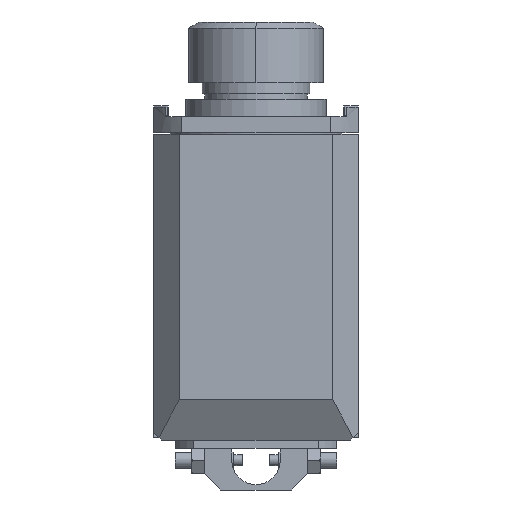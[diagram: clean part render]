
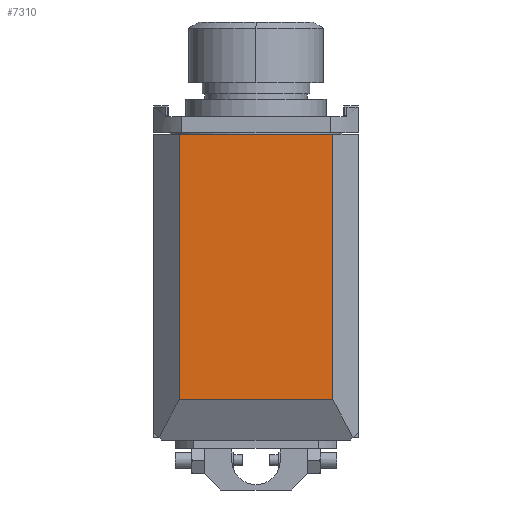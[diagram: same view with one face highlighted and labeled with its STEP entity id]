
A CAD part, left-side view. The second image highlights one B-rep face of the part: STEP entity #7310.
In plain terms, the highlighted planar face has unit normal (-1, 0, 0).
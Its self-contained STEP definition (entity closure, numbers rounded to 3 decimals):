
#1175=DIRECTION('',(0.,1.,0.));
#1176=VECTOR('',#1175,57.);
#1177=CARTESIAN_POINT('',(-135.,-28.5,-40.5));
#1178=LINE('',#1177,#1176);
#1179=DIRECTION('',(0.,0.,1.));
#1180=VECTOR('',#1179,98.5);
#1181=CARTESIAN_POINT('',(-135.,28.5,-40.5));
#1182=LINE('',#1181,#1180);
#1183=DIRECTION('',(0.,-1.,0.));
#1184=VECTOR('',#1183,57.);
#1185=CARTESIAN_POINT('',(-135.,28.5,58.));
#1186=LINE('',#1185,#1184);
#1187=DIRECTION('',(0.,0.,1.));
#1188=VECTOR('',#1187,98.5);
#1189=CARTESIAN_POINT('',(-135.,-28.5,-40.5));
#1190=LINE('',#1189,#1188);
#5450=CARTESIAN_POINT('',(-135.,28.5,58.));
#5452=VERTEX_POINT('',#5450);
#5454=CARTESIAN_POINT('',(-135.,-28.5,58.));
#5456=VERTEX_POINT('',#5454);
#5473=CARTESIAN_POINT('',(-135.,-28.5,-40.5));
#5474=CARTESIAN_POINT('',(-135.,28.5,-40.5));
#5475=VERTEX_POINT('',#5473);
#5476=VERTEX_POINT('',#5474);
#7298=CARTESIAN_POINT('',(-135.,0.,0.));
#7299=DIRECTION('',(1.,0.,0.));
#7300=DIRECTION('',(0.,1.,0.));
#7301=AXIS2_PLACEMENT_3D('',#7298,#7299,#7300);
#7302=PLANE('',#7301);
#7303=ORIENTED_EDGE('',*,*,#7278,.T.);
#7304=ORIENTED_EDGE('',*,*,#7261,.T.);
#7306=ORIENTED_EDGE('',*,*,#7305,.T.);
#7307=ORIENTED_EDGE('',*,*,#7289,.F.);
#7308=EDGE_LOOP('',(#7303,#7304,#7306,#7307));
#7309=FACE_OUTER_BOUND('',#7308,.F.);
#7310=ADVANCED_FACE('',(#7309),#7302,.F.);
#7261=EDGE_CURVE('',#5476,#5452,#1182,.T.);
#7278=EDGE_CURVE('',#5475,#5476,#1178,.T.);
#7289=EDGE_CURVE('',#5475,#5456,#1190,.T.);
#7305=EDGE_CURVE('',#5452,#5456,#1186,.T.);
